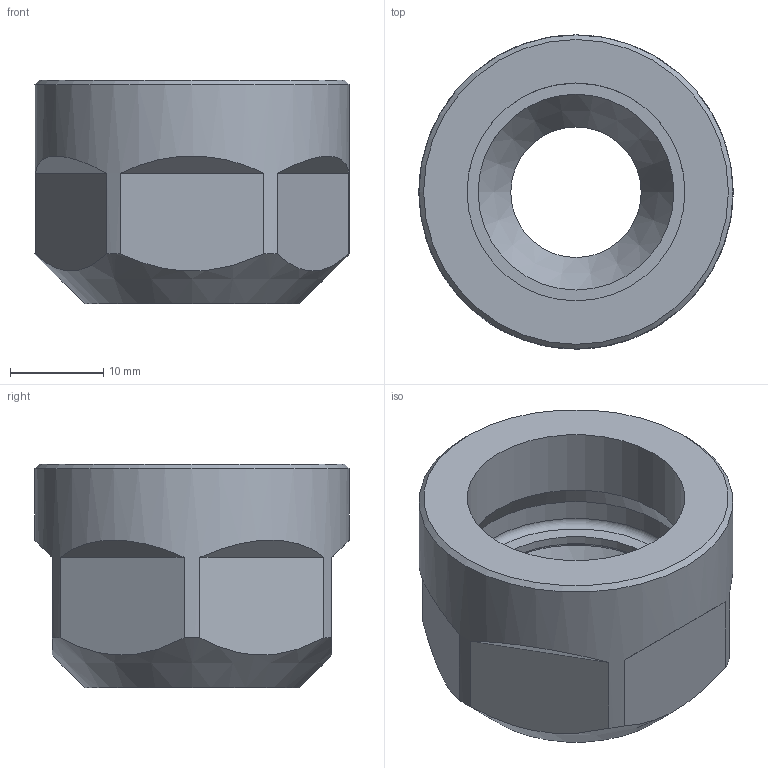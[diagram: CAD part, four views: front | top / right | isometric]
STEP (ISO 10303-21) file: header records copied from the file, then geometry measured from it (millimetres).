
FILE_DESCRIPTION(/* description */ (''),/* implementation_level */ '2;1');
FILE_NAME(/* name */ '342020000.stp',/* time_stamp */ '2022-09-21T13:45:29',/* author */ ('Ratnasingam Jekanthan'),/* organization */ ('REGO-FIX'),/* preprocessor_version */ ' Unknown',/* originating_system */ 'SIEMENS PLM Software Solid Edge ST10',/* authorization */ 'Unknown');
FILE_SCHEMA (('AUTOMOTIVE_DESIGN { 1 0 10303 214 2 1 1}'));
Length unit declared in the file: millimetre
Products named in the file (1): NOCUT
Bounding box: 33.7 x 33.7 x 24 mm (x, y, z)
Volume: 10540.5 mm3; surface area: 5077.5 mm2
Topology: 1 solids, 1 shells, 28 faces, 65 edges, 41 vertices
Faces by surface type: plane 16, cylinder 5, cone 5, torus 2
Full cylindrical faces by diameter (mm): 14 x1, 21 x1, 23.376 x1, 25.5 x1, 33.7 x1
Entity records: 991 total; most frequent: CARTESIAN_POINT 164, DIRECTION 136, ORIENTED_EDGE 102, AXIS2_PLACEMENT_3D 59, EDGE_CURVE 51, EDGE_LOOP 44, FACE_BOUND 44, VERTEX_POINT 39
